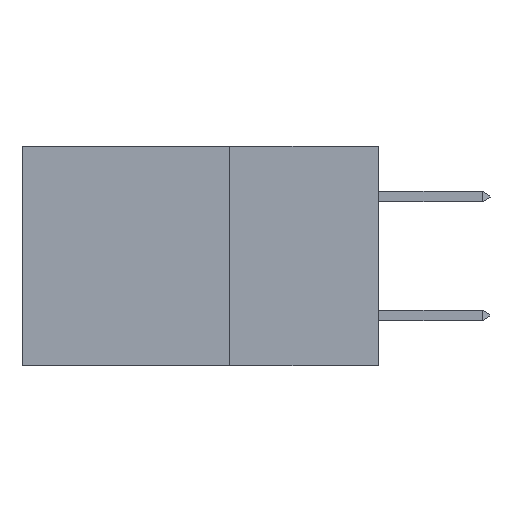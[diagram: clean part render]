
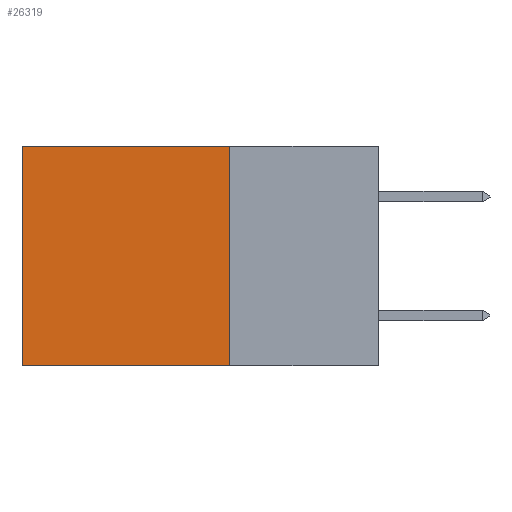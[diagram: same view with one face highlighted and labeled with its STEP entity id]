
A CAD part, left-side view. The second image highlights one B-rep face of the part: STEP entity #26319.
In plain terms, the highlighted planar face has unit normal (-1, 0, 0).
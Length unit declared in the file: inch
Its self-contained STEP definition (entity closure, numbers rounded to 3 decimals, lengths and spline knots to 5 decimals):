
#682 = CARTESIAN_POINT ( 'NONE',  ( 0.298, 0.25, -0.37 ) ) ;
#721 = CARTESIAN_POINT ( 'NONE',  ( 0.298, 0.25, 0. ) ) ;
#1833 = EDGE_CURVE ( 'NONE', #19075, #4969, #6043, .T. ) ;
#2104 = CARTESIAN_POINT ( 'NONE',  ( 0.298, 0.25, 0. ) ) ;
#2194 = ORIENTED_EDGE ( 'NONE', *, *, #20697, .T. ) ;
#3079 = DIRECTION ( 'NONE',  ( 0., 1., 0. ) ) ;
#4960 = VERTEX_POINT ( 'NONE', #12939 ) ;
#4969 = VERTEX_POINT ( 'NONE', #29491 ) ;
#6043 = LINE ( 'NONE', #17919, #26147 ) ;
#8253 = EDGE_CURVE ( 'NONE', #4969, #4960, #19888, .T. ) ;
#9115 = FACE_OUTER_BOUND ( 'NONE', #27755, .T. ) ;
#10093 = ORIENTED_EDGE ( 'NONE', *, *, #11572, .T. ) ;
#10944 = ORIENTED_EDGE ( 'NONE', *, *, #1833, .F. ) ;
#11326 = VECTOR ( 'NONE', #3079, 39.37008 ) ;
#11572 = EDGE_CURVE ( 'NONE', #18652, #4960, #12208, .T. ) ;
#12208 = LINE ( 'NONE', #21056, #12959 ) ;
#12767 = VECTOR ( 'NONE', #14790, 39.37008 ) ;
#12939 = CARTESIAN_POINT ( 'NONE',  ( 0.298, 0.6, -0.37 ) ) ;
#12959 = VECTOR ( 'NONE', #20425, 39.37008 ) ;
#14790 = DIRECTION ( 'NONE',  ( 0., 1., 0. ) ) ;
#15352 = CARTESIAN_POINT ( 'NONE',  ( 0.298, 0.6, 0. ) ) ;
#17804 = AXIS2_PLACEMENT_3D ( 'NONE', #2104, #25919, #18838 ) ;
#17919 = CARTESIAN_POINT ( 'NONE',  ( 0.298, 0.25, 0. ) ) ;
#18104 = CARTESIAN_POINT ( 'NONE',  ( 0.298, 0.25, 0. ) ) ;
#18652 = VERTEX_POINT ( 'NONE', #15352 ) ;
#18838 = DIRECTION ( 'NONE',  ( 0., 0., -1. ) ) ;
#19075 = VERTEX_POINT ( 'NONE', #18104 ) ;
#19888 = LINE ( 'NONE', #682, #11326 ) ;
#20425 = DIRECTION ( 'NONE',  ( 0., 0., -1. ) ) ;
#20697 = EDGE_CURVE ( 'NONE', #19075, #18652, #26146, .T. ) ;
#21056 = CARTESIAN_POINT ( 'NONE',  ( 0.298, 0.6, 0. ) ) ;
#23240 = ORIENTED_EDGE ( 'NONE', *, *, #8253, .F. ) ;
#23388 = PLANE ( 'NONE',  #17804 ) ;
#25919 = DIRECTION ( 'NONE',  ( 1., 0., 0. ) ) ;
#26146 = LINE ( 'NONE', #721, #12767 ) ;
#26147 = VECTOR ( 'NONE', #28083, 39.37008 ) ;
#26319 = ADVANCED_FACE ( 'NONE', ( #9115 ), #23388, .F. ) ;
#27755 = EDGE_LOOP ( 'NONE', ( #10093, #23240, #10944, #2194 ) ) ;
#28083 = DIRECTION ( 'NONE',  ( 0., 0., -1. ) ) ;
#29491 = CARTESIAN_POINT ( 'NONE',  ( 0.298, 0.25, -0.37 ) ) ;
